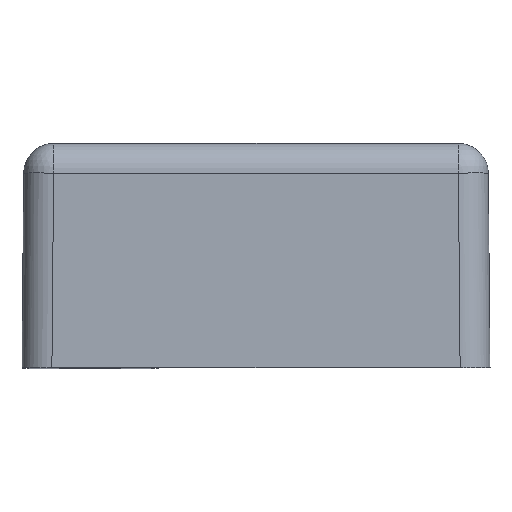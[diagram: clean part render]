
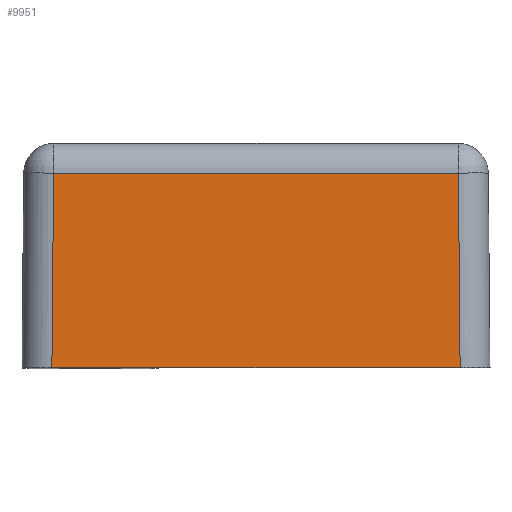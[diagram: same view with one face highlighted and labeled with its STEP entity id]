
A CAD part, top view. The second image highlights one B-rep face of the part: STEP entity #9951.
In plain terms, the highlighted planar face has unit normal (0, 0.009, 1).
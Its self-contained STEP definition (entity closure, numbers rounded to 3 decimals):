
#147 = ORIENTED_EDGE ( 'NONE', *, *, #1040, .T. ) ;
#1040 = EDGE_CURVE ( 'NONE', #7206, #9596, #3907, .T. ) ;
#1639 = VECTOR ( 'NONE', #10217, 1000. ) ;
#1647 = EDGE_CURVE ( 'NONE', #8427, #7206, #2590, .T. ) ;
#2590 = LINE ( 'NONE', #7390, #12640 ) ;
#2848 = VERTEX_POINT ( 'NONE', #3822 ) ;
#3299 = EDGE_LOOP ( 'NONE', ( #147, #8554, #12313, #8727 ) ) ;
#3508 = DIRECTION ( 'NONE',  ( 1., 0., 0. ) ) ;
#3822 = CARTESIAN_POINT ( 'NONE',  ( 29.186, 13.017, -0.114 ) ) ;
#3907 = LINE ( 'NONE', #8698, #5035 ) ;
#5035 = VECTOR ( 'NONE', #3508, 1000. ) ;
#6008 = CARTESIAN_POINT ( 'NONE',  ( 0., 13.017, -0.114 ) ) ;
#6043 = DIRECTION ( 'NONE',  ( 0., -1., 0.009 ) ) ;
#6331 = FACE_OUTER_BOUND ( 'NONE', #3299, .T. ) ;
#6911 = DIRECTION ( 'NONE',  ( -0.009, 1., -0.009 ) ) ;
#7090 = VECTOR ( 'NONE', #6911, 1000. ) ;
#7094 = DIRECTION ( 'NONE',  ( 0., 0.009, 1. ) ) ;
#7206 = VERTEX_POINT ( 'NONE', #8733 ) ;
#7390 = CARTESIAN_POINT ( 'NONE',  ( 2., -0.017, 0. ) ) ;
#7873 = EDGE_CURVE ( 'NONE', #2848, #8427, #9789, .T. ) ;
#7905 = CARTESIAN_POINT ( 'NONE',  ( 29.298, 0.256, -0.002 ) ) ;
#8036 = PLANE ( 'NONE',  #9470 ) ;
#8218 = CARTESIAN_POINT ( 'NONE',  ( 29.3, 0., 0. ) ) ;
#8427 = VERTEX_POINT ( 'NONE', #12162 ) ;
#8554 = ORIENTED_EDGE ( 'NONE', *, *, #13162, .T. ) ;
#8698 = CARTESIAN_POINT ( 'NONE',  ( 0., 0., 0. ) ) ;
#8727 = ORIENTED_EDGE ( 'NONE', *, *, #1647, .T. ) ;
#8733 = CARTESIAN_POINT ( 'NONE',  ( 2., 0., 0. ) ) ;
#9470 = AXIS2_PLACEMENT_3D ( 'NONE', #13330, #7094, #6043 ) ;
#9596 = VERTEX_POINT ( 'NONE', #8218 ) ;
#9789 = LINE ( 'NONE', #6008, #1639 ) ;
#9951 = ADVANCED_FACE ( 'NONE', ( #6331 ), #8036, .T. ) ;
#10217 = DIRECTION ( 'NONE',  ( -1., 0., 0. ) ) ;
#10804 = LINE ( 'NONE', #7905, #7090 ) ;
#12162 = CARTESIAN_POINT ( 'NONE',  ( 2.114, 13.017, -0.114 ) ) ;
#12313 = ORIENTED_EDGE ( 'NONE', *, *, #7873, .T. ) ;
#12640 = VECTOR ( 'NONE', #12694, 1000. ) ;
#12694 = DIRECTION ( 'NONE',  ( -0.009, -1., 0.009 ) ) ;
#13162 = EDGE_CURVE ( 'NONE', #9596, #2848, #10804, .T. ) ;
#13330 = CARTESIAN_POINT ( 'NONE',  ( 0., 0., 0. ) ) ;
